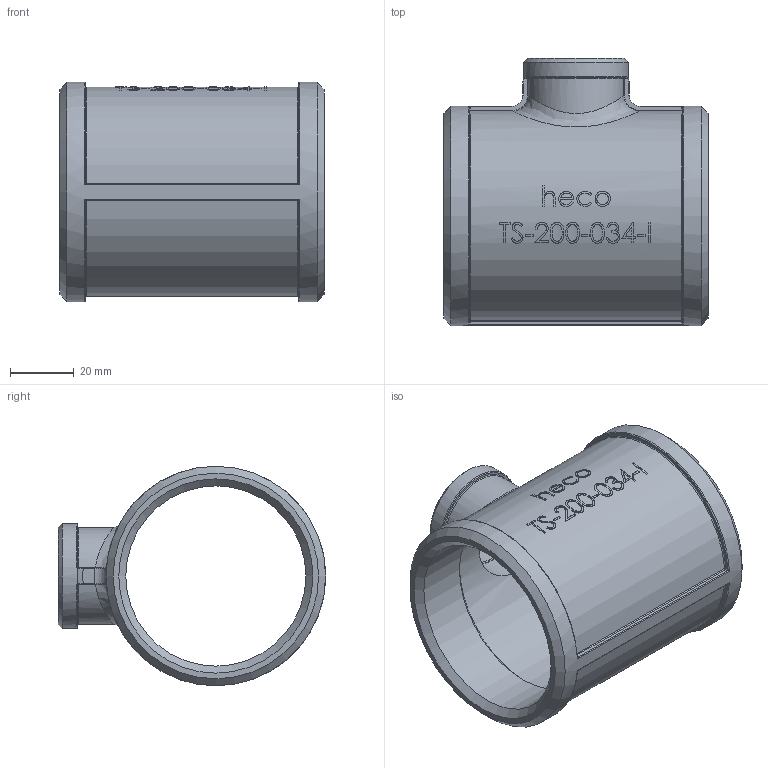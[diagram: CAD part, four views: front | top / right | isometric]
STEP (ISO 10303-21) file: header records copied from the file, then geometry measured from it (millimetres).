
FILE_DESCRIPTION (( 'STEP AP214' ), '1' );
FILE_NAME ('heco_TS-200-034-I.STEP', '2016-06-27T14:24:18', ( '' ), ( '' ), 'SwSTEP 2.0', 'SolidWorks 2011', '' );
FILE_SCHEMA (( 'AUTOMOTIVE_DESIGN' ));
Length unit declared in the file: millimetre
Products named in the file (1): heco_TS-200-034-I
Bounding box: 83 x 84 x 69 mm (x, y, z)
Volume: 66478.6 mm3; surface area: 37776.6 mm2
Topology: 1 solids, 1 shells, 295 faces, 738 edges, 466 vertices
Faces by surface type: bspline 131, plane 70, cylinder 59, torus 14, sphere 12, cone 9
Full cylindrical faces by diameter (mm): 24.117 x1, 25.1 x1, 33 x1, 56.656 x2, 60.6 x1, 69 x1
Entity records: 33033 total; most frequent: CARTESIAN_POINT 25876, ORIENTED_EDGE 1422, DIRECTION 757, EDGE_CURVE 711, VERTEX_POINT 460, B_SPLINE_CURVE_WITH_KNOTS 421, EDGE_LOOP 341, FACE_OUTER_BOUND 302
